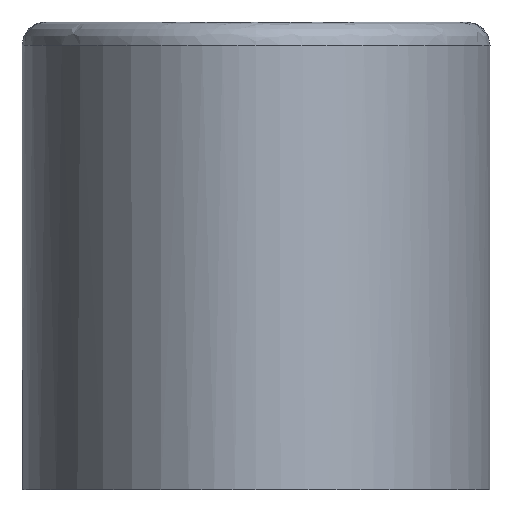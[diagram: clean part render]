
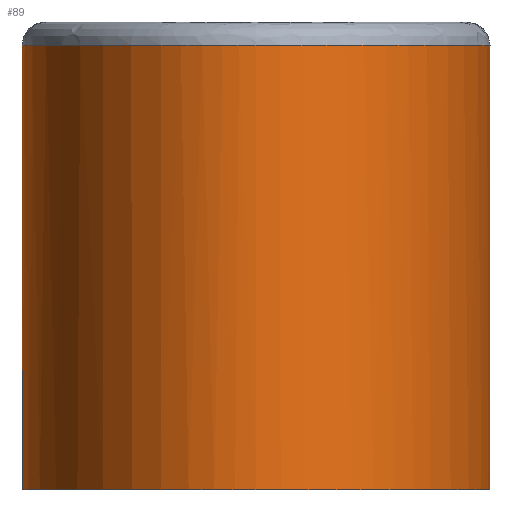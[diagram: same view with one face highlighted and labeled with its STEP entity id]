
A CAD part, left-side view. The second image highlights one B-rep face of the part: STEP entity #89.
In plain terms, the highlighted free-form (B-spline) face has degree [1, 2] with [2, 9] control points.
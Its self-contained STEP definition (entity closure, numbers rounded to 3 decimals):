
#16=ELLIPSE('',#97,7.5,5.);
#18=LINE('',#436,#20);
#20=VECTOR('',#110,7.5);
#22=(
BOUNDED_SURFACE()
B_SPLINE_SURFACE(1,2,((#417,#418,#419,#420,#421,#422,#423,#424,#425),(#426,
#427,#428,#429,#430,#431,#432,#433,#434)),.UNSPECIFIED.,.F.,.T.,.F.)
B_SPLINE_SURFACE_WITH_KNOTS((2,2),(3,2,2,2,3),(0.,1.267),(-3.142,
-1.571,0.,1.571,3.142),.UNSPECIFIED.)
GEOMETRIC_REPRESENTATION_ITEM()
RATIONAL_B_SPLINE_SURFACE(((1.,0.707,1.,0.707,1.,
0.707,1.,0.707,1.),(1.,0.707,1.,0.707,
1.,0.707,1.,0.707,1.)))
REPRESENTATION_ITEM('')
SURFACE()
);
#31=FACE_OUTER_BOUND('',#38,.T.);
#38=EDGE_LOOP('',(#77,#78,#79,#80));
#44=B_SPLINE_CURVE_WITH_KNOTS('',3,(#395,#396,#397,#398,#399,#400,#401,
#402,#403,#404,#405,#406,#407,#408,#409,#410,#411,#412,#413,#414,#415,#416),
 .UNSPECIFIED.,.T.,.F.,(4,1,1,1,1,1,1,1,1,1,1,1,1,1,1,1,1,1,1,4),(-3.142,
-2.917,-2.693,-2.244,-1.346,
-1.047,-0.748,-0.449,-0.299,
-0.15,0.,0.15,0.449,
0.898,1.346,1.795,2.244,2.693,
2.917,3.142),.UNSPECIFIED.);
#51=VERTEX_POINT('',#393);
#52=VERTEX_POINT('',#435);
#60=EDGE_CURVE('',#51,#51,#44,.T.);
#61=EDGE_CURVE('',#51,#52,#18,.T.);
#62=EDGE_CURVE('',#52,#52,#16,.T.);
#77=ORIENTED_EDGE('',*,*,#60,.F.);
#78=ORIENTED_EDGE('',*,*,#61,.T.);
#79=ORIENTED_EDGE('',*,*,#62,.T.);
#80=ORIENTED_EDGE('',*,*,#61,.F.);
#89=ADVANCED_FACE('',(#31),#22,.F.);
#97=AXIS2_PLACEMENT_3D('',#437,#111,#112);
#110=DIRECTION('',(0.,0.,-1.));
#111=DIRECTION('center_axis',(0.,0.,1.));
#112=DIRECTION('ref_axis',(1.,0.,0.));
#393=CARTESIAN_POINT('',(-7.5,0.,12.5));
#395=CARTESIAN_POINT('Ctrl Pts',(-7.5,0.,12.5));
#396=CARTESIAN_POINT('Ctrl Pts',(-7.5,-0.512,12.5));
#397=CARTESIAN_POINT('Ctrl Pts',(-7.252,-1.525,12.5));
#398=CARTESIAN_POINT('Ctrl Pts',(-6.08,-3.128,12.5));
#399=CARTESIAN_POINT('Ctrl Pts',(-3.238,-4.841,12.5));
#400=CARTESIAN_POINT('Ctrl Pts',(0.174,-5.202,12.5));
#401=CARTESIAN_POINT('Ctrl Pts',(3.16,-4.597,12.5));
#402=CARTESIAN_POINT('Ctrl Pts',(4.873,-3.885,12.5));
#403=CARTESIAN_POINT('Ctrl Pts',(6.152,-2.952,12.5));
#404=CARTESIAN_POINT('Ctrl Pts',(6.962,-1.932,12.5));
#405=CARTESIAN_POINT('Ctrl Pts',(7.392,-1.022,12.5));
#406=CARTESIAN_POINT('Ctrl Pts',(7.554,-0.002,12.5));
#407=CARTESIAN_POINT('Ctrl Pts',(7.337,1.368,12.5));
#408=CARTESIAN_POINT('Ctrl Pts',(6.215,3.048,12.5));
#409=CARTESIAN_POINT('Ctrl Pts',(4.051,4.357,12.5));
#410=CARTESIAN_POINT('Ctrl Pts',(1.375,5.03,12.5));
#411=CARTESIAN_POINT('Ctrl Pts',(-1.374,5.027,12.5));
#412=CARTESIAN_POINT('Ctrl Pts',(-4.052,4.361,12.5));
#413=CARTESIAN_POINT('Ctrl Pts',(-6.079,3.124,12.5));
#414=CARTESIAN_POINT('Ctrl Pts',(-7.252,1.526,12.5));
#415=CARTESIAN_POINT('Ctrl Pts',(-7.5,0.512,12.5));
#416=CARTESIAN_POINT('Ctrl Pts',(-7.5,0.,12.5));
#417=CARTESIAN_POINT('Ctrl Pts',(-7.5,0.,3.));
#418=CARTESIAN_POINT('Ctrl Pts',(-7.5,-5.,3.));
#419=CARTESIAN_POINT('Ctrl Pts',(0.,-5.,3.));
#420=CARTESIAN_POINT('Ctrl Pts',(7.5,-5.,3.));
#421=CARTESIAN_POINT('Ctrl Pts',(7.5,0.,3.));
#422=CARTESIAN_POINT('Ctrl Pts',(7.5,5.,3.));
#423=CARTESIAN_POINT('Ctrl Pts',(0.,5.,3.));
#424=CARTESIAN_POINT('Ctrl Pts',(-7.5,5.,3.));
#425=CARTESIAN_POINT('Ctrl Pts',(-7.5,0.,3.));
#426=CARTESIAN_POINT('Ctrl Pts',(-7.5,0.,12.5));
#427=CARTESIAN_POINT('Ctrl Pts',(-7.5,-5.,12.5));
#428=CARTESIAN_POINT('Ctrl Pts',(0.,-5.,12.5));
#429=CARTESIAN_POINT('Ctrl Pts',(7.5,-5.,12.5));
#430=CARTESIAN_POINT('Ctrl Pts',(7.5,0.,12.5));
#431=CARTESIAN_POINT('Ctrl Pts',(7.5,5.,12.5));
#432=CARTESIAN_POINT('Ctrl Pts',(0.,5.,12.5));
#433=CARTESIAN_POINT('Ctrl Pts',(-7.5,5.,12.5));
#434=CARTESIAN_POINT('Ctrl Pts',(-7.5,0.,12.5));
#435=CARTESIAN_POINT('',(-7.5,0.,3.));
#436=CARTESIAN_POINT('',(-7.5,0.,3.));
#437=CARTESIAN_POINT('Origin',(0.,0.,3.));
